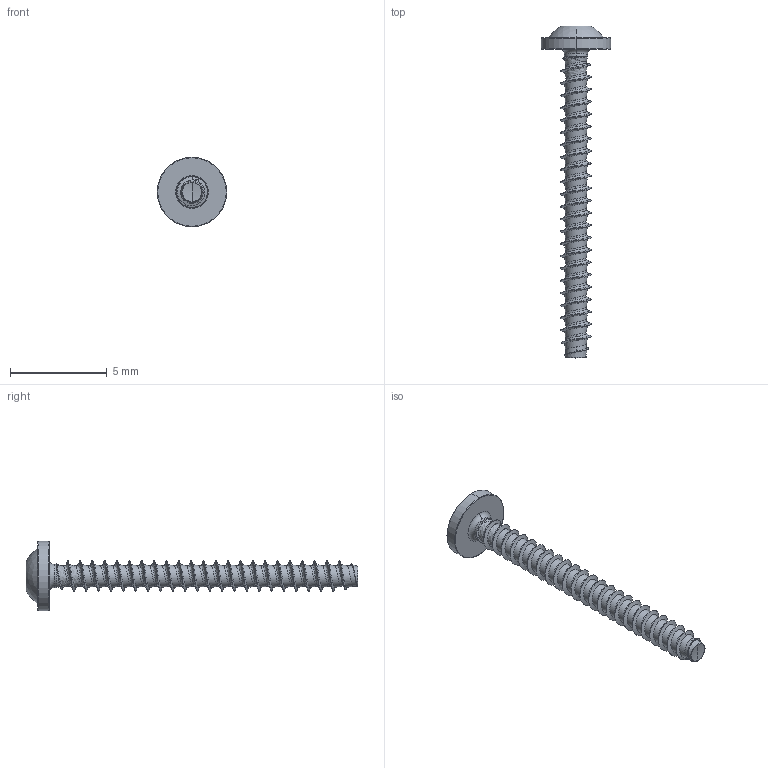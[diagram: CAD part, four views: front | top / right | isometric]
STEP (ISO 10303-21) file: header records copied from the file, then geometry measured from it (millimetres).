
FILE_DESCRIPTION (( 'STEP AP203' ), '1' );
FILE_NAME ('STP380160160.STEP', '2017-08-15T17:11:50', ( '' ), ( '' ), 'SwSTEP 2.0', 'SolidWorks 2015', '' );
FILE_SCHEMA (( 'CONFIG_CONTROL_DESIGN' ));
Length unit declared in the file: millimetre
Products named in the file (1): STP380160160
Bounding box: 3.6 x 17.2 x 3.6 mm (x, y, z)
Volume: 25.2 mm3; surface area: 124.1 mm2
Topology: 1 solids, 1 shells, 134 faces, 347 edges, 216 vertices
Faces by surface type: cylinder 73, bspline 35, cone 11, torus 8, sphere 4, plane 3
Entity records: 32432 total; most frequent: CARTESIAN_POINT 29610, ORIENTED_EDGE 690, DIRECTION 422, EDGE_CURVE 345, VERTEX_POINT 216, AXIS2_PLACEMENT_3D 167, B_SPLINE_CURVE_WITH_KNOTS 141, EDGE_LOOP 137
